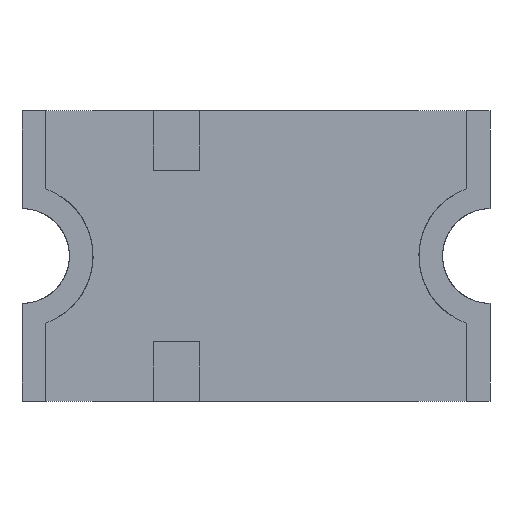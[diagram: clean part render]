
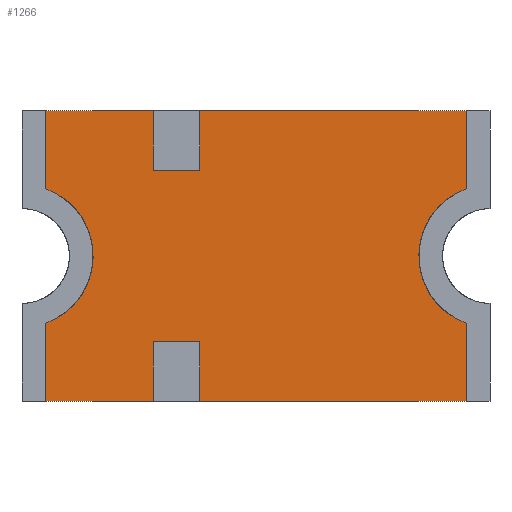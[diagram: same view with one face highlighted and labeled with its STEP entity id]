
A CAD part, front view. The second image highlights one B-rep face of the part: STEP entity #1266.
In plain terms, the highlighted free-form (B-spline) face has degree [1, 1] with [2, 2] control points.
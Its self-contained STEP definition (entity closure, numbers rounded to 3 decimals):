
#1266=ADVANCED_FACE('',(#1267),#1357,.T.);
#1267=FACE_BOUND('',#1268,.T.);
#1268=EDGE_LOOP('',(#1269,#1278,#1285,#1308,#1315,#1322,#1329,#1352));
#1269=ORIENTED_EDGE('',*,*,#1270,.T.);
#1270=EDGE_CURVE('',#1271,#1273,#1275,.T.);
#1271=VERTEX_POINT('',#1272);
#1272=CARTESIAN_POINT('',(1.003,0.0,-0.622));
#1273=VERTEX_POINT('',#1274);
#1274=CARTESIAN_POINT('',(-1.003,0.0,-0.622));
#1275=B_SPLINE_CURVE_WITH_KNOTS('',1,(#1276,#1277),.UNSPECIFIED.,.F.,.U.,(2,2),(0.0,1.0),.PIECEWISE_BEZIER_KNOTS.);
#1276=CARTESIAN_POINT('',(1.003,0.0,-0.622));
#1277=CARTESIAN_POINT('',(-1.003,0.0,-0.622));
#1278=ORIENTED_EDGE('',*,*,#1279,.T.);
#1279=EDGE_CURVE('',#1273,#1280,#1282,.T.);
#1280=VERTEX_POINT('',#1281);
#1281=CARTESIAN_POINT('',(-1.003,0.0,-0.203));
#1282=B_SPLINE_CURVE_WITH_KNOTS('',1,(#1283,#1284),.UNSPECIFIED.,.F.,.U.,(2,2),(0.0,1.0),.PIECEWISE_BEZIER_KNOTS.);
#1283=CARTESIAN_POINT('',(-1.003,0.0,-0.622));
#1284=CARTESIAN_POINT('',(-1.003,0.0,-0.203));
#1285=ORIENTED_EDGE('',*,*,#1286,.T.);
#1286=EDGE_CURVE('',#1280,#1287,#1289,.T.);
#1287=VERTEX_POINT('',#1288);
#1288=CARTESIAN_POINT('',(-1.003,0.0,0.203));
#1289=B_SPLINE_CURVE_WITH_KNOTS('',3,(#1290,#1291,#1292,#1293,#1294,#1295,#1296,#1297,#1298,#1299,#1300,#1301,#1302,#1303,#1304,#1305,#1306,#1307),.UNSPECIFIED.,.F.,.U.,(4,2,2,2,2,2,2,2,4),(0.0,0.125,0.25,0.375,0.5,0.625,0.75,0.875,1.0),.UNSPECIFIED.);
#1290=CARTESIAN_POINT('',(-1.003,0.0,-0.203));
#1291=CARTESIAN_POINT('',(-0.976,0.0,-0.203));
#1292=CARTESIAN_POINT('',(-0.95,0.0,-0.198));
#1293=CARTESIAN_POINT('',(-0.901,0.0,-0.177));
#1294=CARTESIAN_POINT('',(-0.879,0.0,-0.163));
#1295=CARTESIAN_POINT('',(-0.841,0.0,-0.125));
#1296=CARTESIAN_POINT('',(-0.826,0.0,-0.103));
#1297=CARTESIAN_POINT('',(-0.805,0.0,-0.053));
#1298=CARTESIAN_POINT('',(-0.8,0.0,-0.027));
#1299=CARTESIAN_POINT('',(-0.8,0.0,0.027));
#1300=CARTESIAN_POINT('',(-0.805,0.0,0.053));
#1301=CARTESIAN_POINT('',(-0.826,0.0,0.103));
#1302=CARTESIAN_POINT('',(-0.841,0.0,0.125));
#1303=CARTESIAN_POINT('',(-0.879,0.0,0.163));
#1304=CARTESIAN_POINT('',(-0.901,0.0,0.177));
#1305=CARTESIAN_POINT('',(-0.95,0.0,0.198));
#1306=CARTESIAN_POINT('',(-0.976,0.0,0.203));
#1307=CARTESIAN_POINT('',(-1.003,0.0,0.203));
#1308=ORIENTED_EDGE('',*,*,#1309,.T.);
#1309=EDGE_CURVE('',#1287,#1310,#1312,.T.);
#1310=VERTEX_POINT('',#1311);
#1311=CARTESIAN_POINT('',(-1.003,0.0,0.622));
#1312=B_SPLINE_CURVE_WITH_KNOTS('',1,(#1313,#1314),.UNSPECIFIED.,.F.,.U.,(2,2),(0.0,1.0),.PIECEWISE_BEZIER_KNOTS.);
#1313=CARTESIAN_POINT('',(-1.003,0.0,0.203));
#1314=CARTESIAN_POINT('',(-1.003,0.0,0.622));
#1315=ORIENTED_EDGE('',*,*,#1316,.T.);
#1316=EDGE_CURVE('',#1310,#1317,#1319,.T.);
#1317=VERTEX_POINT('',#1318);
#1318=CARTESIAN_POINT('',(1.003,0.0,0.622));
#1319=B_SPLINE_CURVE_WITH_KNOTS('',1,(#1320,#1321),.UNSPECIFIED.,.F.,.U.,(2,2),(0.0,1.0),.PIECEWISE_BEZIER_KNOTS.);
#1320=CARTESIAN_POINT('',(-1.003,0.0,0.622));
#1321=CARTESIAN_POINT('',(1.003,0.0,0.622));
#1322=ORIENTED_EDGE('',*,*,#1323,.T.);
#1323=EDGE_CURVE('',#1317,#1324,#1326,.T.);
#1324=VERTEX_POINT('',#1325);
#1325=CARTESIAN_POINT('',(1.003,0.0,0.203));
#1326=B_SPLINE_CURVE_WITH_KNOTS('',1,(#1327,#1328),.UNSPECIFIED.,.F.,.U.,(2,2),(0.0,1.0),.PIECEWISE_BEZIER_KNOTS.);
#1327=CARTESIAN_POINT('',(1.003,0.0,0.622));
#1328=CARTESIAN_POINT('',(1.003,0.0,0.203));
#1329=ORIENTED_EDGE('',*,*,#1330,.T.);
#1330=EDGE_CURVE('',#1324,#1331,#1333,.T.);
#1331=VERTEX_POINT('',#1332);
#1332=CARTESIAN_POINT('',(1.003,0.0,-0.203));
#1333=B_SPLINE_CURVE_WITH_KNOTS('',3,(#1334,#1335,#1336,#1337,#1338,#1339,#1340,#1341,#1342,#1343,#1344,#1345,#1346,#1347,#1348,#1349,#1350,#1351),.UNSPECIFIED.,.F.,.U.,(4,2,2,2,2,2,2,2,4),(0.0,0.125,0.25,0.375,0.5,0.625,0.75,0.875,1.0),.UNSPECIFIED.);
#1334=CARTESIAN_POINT('',(1.003,0.0,0.203));
#1335=CARTESIAN_POINT('',(0.976,0.0,0.203));
#1336=CARTESIAN_POINT('',(0.95,0.0,0.198));
#1337=CARTESIAN_POINT('',(0.901,0.0,0.177));
#1338=CARTESIAN_POINT('',(0.879,0.0,0.163));
#1339=CARTESIAN_POINT('',(0.841,0.0,0.125));
#1340=CARTESIAN_POINT('',(0.826,0.0,0.103));
#1341=CARTESIAN_POINT('',(0.805,0.0,0.053));
#1342=CARTESIAN_POINT('',(0.8,0.0,0.027));
#1343=CARTESIAN_POINT('',(0.8,0.0,-0.027));
#1344=CARTESIAN_POINT('',(0.805,0.0,-0.053));
#1345=CARTESIAN_POINT('',(0.826,0.0,-0.103));
#1346=CARTESIAN_POINT('',(0.841,0.0,-0.125));
#1347=CARTESIAN_POINT('',(0.879,0.0,-0.163));
#1348=CARTESIAN_POINT('',(0.901,0.0,-0.177));
#1349=CARTESIAN_POINT('',(0.95,0.0,-0.198));
#1350=CARTESIAN_POINT('',(0.976,0.0,-0.203));
#1351=CARTESIAN_POINT('',(1.003,0.0,-0.203));
#1352=ORIENTED_EDGE('',*,*,#1353,.T.);
#1353=EDGE_CURVE('',#1331,#1271,#1354,.T.);
#1354=B_SPLINE_CURVE_WITH_KNOTS('',1,(#1355,#1356),.UNSPECIFIED.,.F.,.U.,(2,2),(0.0,1.0),.PIECEWISE_BEZIER_KNOTS.);
#1355=CARTESIAN_POINT('',(1.003,0.0,-0.203));
#1356=CARTESIAN_POINT('',(1.003,0.0,-0.622));
#1357=B_SPLINE_SURFACE_WITH_KNOTS('',1,1,((#1358,#1359),(#1360,#1361)),.UNSPECIFIED.,.F.,.F.,.U.,(2,2),(2,2),(0.0,1.0),(0.0,1.0),.PIECEWISE_BEZIER_KNOTS.);
#1358=CARTESIAN_POINT('',(-1.003,0.0,-0.622));
#1359=CARTESIAN_POINT('',(1.003,0.0,-0.622));
#1360=CARTESIAN_POINT('',(-1.003,0.0,0.622));
#1361=CARTESIAN_POINT('',(1.003,0.0,0.622));
